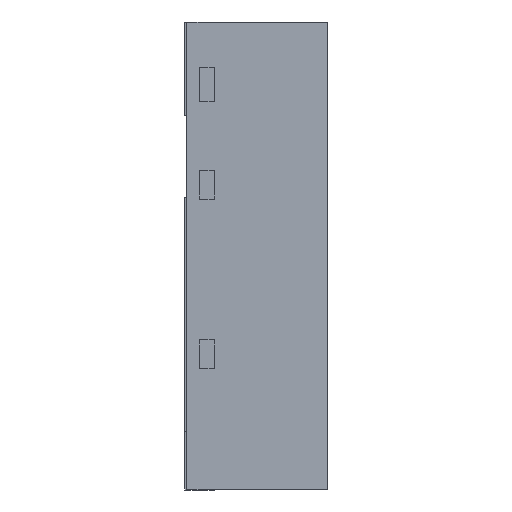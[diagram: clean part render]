
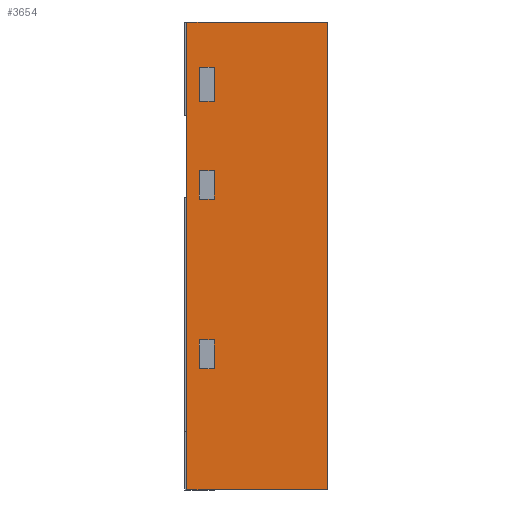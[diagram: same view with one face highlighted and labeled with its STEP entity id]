
A CAD part, left-side view. The second image highlights one B-rep face of the part: STEP entity #3654.
In plain terms, the highlighted planar face has unit normal (-1, 0, 0).
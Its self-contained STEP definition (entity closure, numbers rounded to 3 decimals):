
#25 = LINE ( 'NONE', #4198, #4427 ) ;
#111 = VERTEX_POINT ( 'NONE', #3936 ) ;
#269 = PLANE ( 'NONE',  #2940 ) ;
#1124 = CARTESIAN_POINT ( 'NONE',  ( 0., 0., 0. ) ) ;
#1171 = VECTOR ( 'NONE', #1618, 1000. ) ;
#1216 = ORIENTED_EDGE ( 'NONE', *, *, #5404, .T. ) ;
#1326 = VECTOR ( 'NONE', #1596, 1000. ) ;
#1372 = DIRECTION ( 'NONE',  ( 1., 0., 0. ) ) ;
#1378 = DIRECTION ( 'NONE',  ( 0., 0., 1. ) ) ;
#1388 = CARTESIAN_POINT ( 'NONE',  ( 0., 0.6, -1.999 ) ) ;
#1596 = DIRECTION ( 'NONE',  ( 0., 0., 1. ) ) ;
#1618 = DIRECTION ( 'NONE',  ( 0., -1., 0. ) ) ;
#2457 = LINE ( 'NONE', #4435, #1171 ) ;
#2472 = VERTEX_POINT ( 'NONE', #1388 ) ;
#2491 = VERTEX_POINT ( 'NONE', #3464 ) ;
#2940 = AXIS2_PLACEMENT_3D ( 'NONE', #4164, #1372, #4651 ) ;
#3459 = CARTESIAN_POINT ( 'NONE',  ( 0., 0., 0. ) ) ;
#3464 = CARTESIAN_POINT ( 'NONE',  ( 0., 0., -1.999 ) ) ;
#3654 = ADVANCED_FACE ( 'NONE', ( #5259 ), #269, .F. ) ;
#3848 = ORIENTED_EDGE ( 'NONE', *, *, #5339, .T. ) ;
#3850 = LINE ( 'NONE', #1124, #1326 ) ;
#3936 = CARTESIAN_POINT ( 'NONE',  ( 0., 0.6, 0. ) ) ;
#4072 = ORIENTED_EDGE ( 'NONE', *, *, #4879, .F. ) ;
#4164 = CARTESIAN_POINT ( 'NONE',  ( 0., 0.6, 0. ) ) ;
#4198 = CARTESIAN_POINT ( 'NONE',  ( 0., 0.6, 0. ) ) ;
#4320 = ORIENTED_EDGE ( 'NONE', *, *, #4377, .F. ) ;
#4360 = LINE ( 'NONE', #5219, #5444 ) ;
#4377 = EDGE_CURVE ( 'NONE', #111, #5368, #4360, .T. ) ;
#4427 = VECTOR ( 'NONE', #1378, 1000. ) ;
#4435 = CARTESIAN_POINT ( 'NONE',  ( 0., 0.6, -1.999 ) ) ;
#4651 = DIRECTION ( 'NONE',  ( 0., 0., -1. ) ) ;
#4879 = EDGE_CURVE ( 'NONE', #2472, #111, #25, .T. ) ;
#4968 = EDGE_LOOP ( 'NONE', ( #3848, #4320, #4072, #1216 ) ) ;
#5219 = CARTESIAN_POINT ( 'NONE',  ( 0., 0.6, 0. ) ) ;
#5259 = FACE_OUTER_BOUND ( 'NONE', #4968, .T. ) ;
#5339 = EDGE_CURVE ( 'NONE', #2491, #5368, #3850, .T. ) ;
#5368 = VERTEX_POINT ( 'NONE', #3459 ) ;
#5404 = EDGE_CURVE ( 'NONE', #2472, #2491, #2457, .T. ) ;
#5444 = VECTOR ( 'NONE', #5697, 1000. ) ;
#5697 = DIRECTION ( 'NONE',  ( 0., -1., 0. ) ) ;
